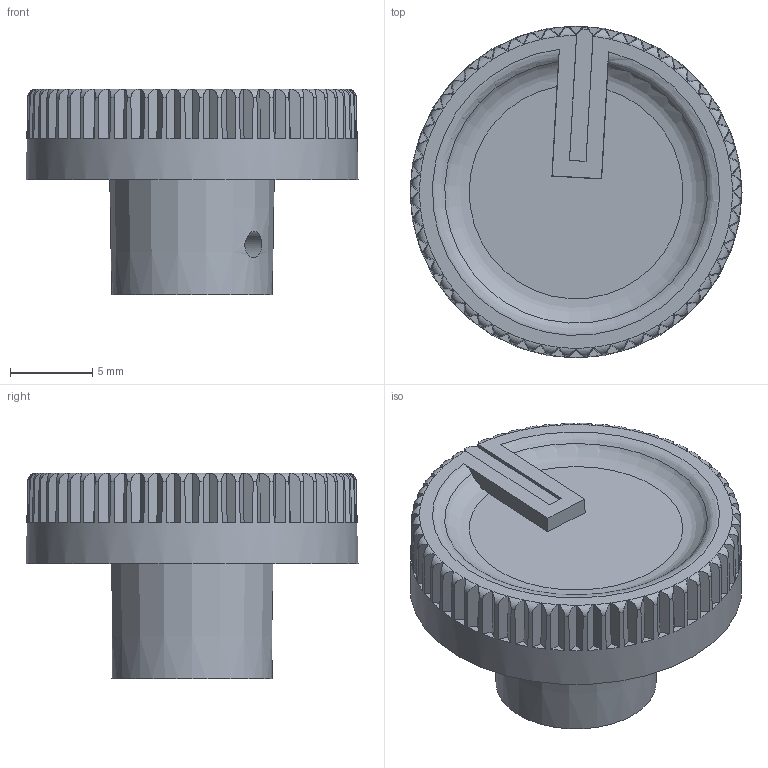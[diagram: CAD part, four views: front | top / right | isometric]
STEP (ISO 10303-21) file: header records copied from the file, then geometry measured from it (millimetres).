
FILE_DESCRIPTION(/* description */ ('STEP AP242','CAx-IF Rec.Pracs.---Representation and Presentation of Product Manufacturing Information (PMI)---4.0---2014-10-13','CAx-IF Rec.Pracs.---3D Tessellated Geometry---0.4---2014-09-14','2;1'),/* implementation_level */ '2;1');
FILE_NAME(/* name */ '64ab2371f015300c75d10b0d',/* time_stamp */ '2023-07-09T21:15:29Z',/* author */ (''),/* organization */ (''),/* preprocessor_version */ 'ST-DEVELOPER v19.4',/* originating_system */ ' ',/* authorisation */ ' ');
FILE_SCHEMA (('AP242_MANAGED_MODEL_BASED_3D_ENGINEERING_MIM_LF { 1 0 10303 442 1 1 4 }'));
Length unit declared in the file: metre
Products named in the file (1): vol knob
Bounding box: 20.19 x 20.19 x 12.5 mm (x, y, z)
Volume: 1399.9 mm3; surface area: 1703 mm2
Topology: 1 solids, 1 shells, 246 faces, 723 edges, 483 vertices
Faces by surface type: plane 181, torus 60, cone 4, cylinder 1
Full cylindrical faces by diameter (mm): 1.6 x1
Entity records: 8522 total; most frequent: CARTESIAN_POINT 2266, ORIENTED_EDGE 1428, DIRECTION 1154, EDGE_CURVE 714, VERTEX_POINT 479, AXIS2_PLACEMENT_3D 427, LINE 300, VECTOR 300
